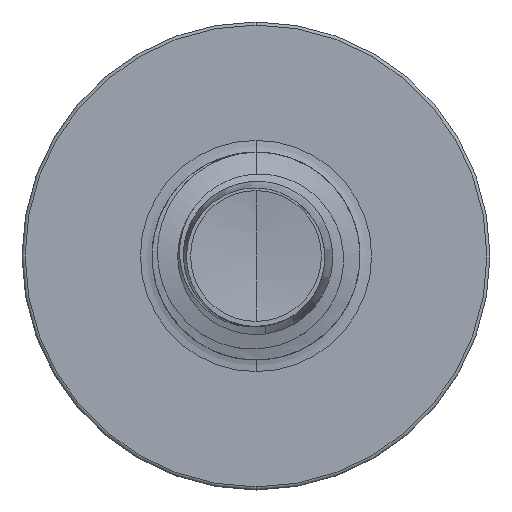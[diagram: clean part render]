
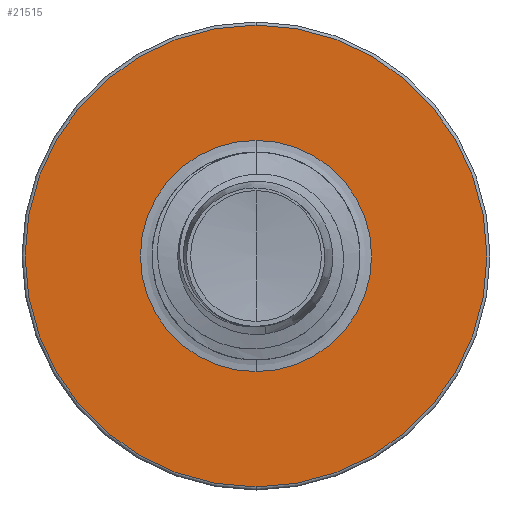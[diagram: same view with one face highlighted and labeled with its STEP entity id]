
A CAD part, front view. The second image highlights one B-rep face of the part: STEP entity #21515.
In plain terms, the highlighted planar face has unit normal (0, -1, 0).
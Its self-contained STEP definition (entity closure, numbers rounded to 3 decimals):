
#78 = VERTEX_POINT ( 'NONE', #20137 ) ;
#1933 = EDGE_CURVE ( 'NONE', #18570, #78, #19406, .T. ) ;
#3114 = DIRECTION ( 'NONE',  ( 0., 0., 1. ) ) ;
#3145 = DIRECTION ( 'NONE',  ( 0., 1., 0. ) ) ;
#3196 = CARTESIAN_POINT ( 'NONE',  ( 0., 5., 0. ) ) ;
#4777 = ORIENTED_EDGE ( 'NONE', *, *, #1933, .F. ) ;
#5172 = DIRECTION ( 'NONE',  ( 0., 0., 1. ) ) ;
#5215 = DIRECTION ( 'NONE',  ( 0., 1., 0. ) ) ;
#5222 = CARTESIAN_POINT ( 'NONE',  ( 0., 5., 0. ) ) ;
#5888 = CARTESIAN_POINT ( 'NONE',  ( 0., 5., -1.112 ) ) ;
#6734 = ORIENTED_EDGE ( 'NONE', *, *, #10427, .T. ) ;
#7721 = DIRECTION ( 'NONE',  ( 0., 0., 1. ) ) ;
#7791 = DIRECTION ( 'NONE',  ( 0., 1., 0. ) ) ;
#7901 = PLANE ( 'NONE',  #19627 ) ;
#8010 = CARTESIAN_POINT ( 'NONE',  ( 0., 5., -1.112 ) ) ;
#8585 = EDGE_LOOP ( 'NONE', ( #6734, #20128 ) ) ;
#8792 = CARTESIAN_POINT ( 'NONE',  ( 0., 5., -2.22 ) ) ;
#10193 = DIRECTION ( 'NONE',  ( 0., 0., 1. ) ) ;
#10200 = DIRECTION ( 'NONE',  ( 0., 1., 0. ) ) ;
#10244 = CARTESIAN_POINT ( 'NONE',  ( 0., 5., 0. ) ) ;
#10427 = EDGE_CURVE ( 'NONE', #19880, #12811, #21075, .T. ) ;
#10477 = AXIS2_PLACEMENT_3D ( 'NONE', #11536, #11567, #17493 ) ;
#10657 = CARTESIAN_POINT ( 'NONE',  ( 0., 5., 1.112 ) ) ;
#11418 = CIRCLE ( 'NONE', #21152, 2.22 ) ;
#11536 = CARTESIAN_POINT ( 'NONE',  ( 0., 5., 0. ) ) ;
#11567 = DIRECTION ( 'NONE',  ( 0., 1., 0. ) ) ;
#12811 = VERTEX_POINT ( 'NONE', #5888 ) ;
#16929 = FACE_BOUND ( 'NONE', #8585, .T. ) ;
#17493 = DIRECTION ( 'NONE',  ( 0., 0., 1. ) ) ;
#18570 = VERTEX_POINT ( 'NONE', #8792 ) ;
#19406 = CIRCLE ( 'NONE', #10477, 2.22 ) ;
#19544 = EDGE_LOOP ( 'NONE', ( #20749, #4777 ) ) ;
#19627 = AXIS2_PLACEMENT_3D ( 'NONE', #8010, #7791, #7721 ) ;
#19880 = VERTEX_POINT ( 'NONE', #10657 ) ;
#20021 = AXIS2_PLACEMENT_3D ( 'NONE', #3196, #3145, #3114 ) ;
#20100 = FACE_OUTER_BOUND ( 'NONE', #19544, .T. ) ;
#20128 = ORIENTED_EDGE ( 'NONE', *, *, #21448, .T. ) ;
#20137 = CARTESIAN_POINT ( 'NONE',  ( 0., 5., 2.22 ) ) ;
#20637 = CIRCLE ( 'NONE', #20964, 1.112 ) ;
#20749 = ORIENTED_EDGE ( 'NONE', *, *, #21549, .F. ) ;
#20964 = AXIS2_PLACEMENT_3D ( 'NONE', #10244, #10200, #10193 ) ;
#21075 = CIRCLE ( 'NONE', #20021, 1.112 ) ;
#21152 = AXIS2_PLACEMENT_3D ( 'NONE', #5222, #5215, #5172 ) ;
#21448 = EDGE_CURVE ( 'NONE', #12811, #19880, #20637, .T. ) ;
#21515 = ADVANCED_FACE ( 'NONE', ( #20100, #16929 ), #7901, .F. ) ;
#21549 = EDGE_CURVE ( 'NONE', #78, #18570, #11418, .T. ) ;
